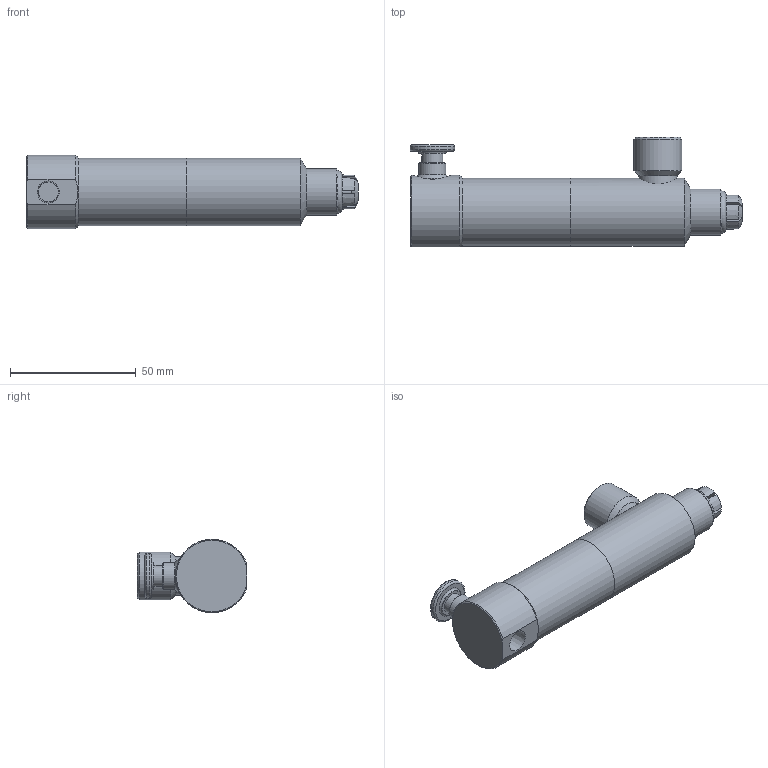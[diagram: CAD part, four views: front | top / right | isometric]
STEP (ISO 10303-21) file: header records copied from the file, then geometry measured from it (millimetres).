
FILE_DESCRIPTION(/* description */ (''),/* implementation_level */ '2;1');
FILE_NAME(/* name */ 'FNVR-042041.stp',/* time_stamp */ '2015-05-20T16:20:37-05:00',/* author */ ('scottg'),/* organization */ ('FasTest,Inc.'),/* preprocessor_version */ 'ST-DEVELOPER v15.2',/* originating_system */ 'Autodesk Inventor 2014',/* authorisation */ '');
FILE_SCHEMA (('AUTOMOTIVE_DESIGN { 1 0 10303 214 3 1 1 }'));
Length unit declared in the file: inch
Products named in the file (1): FNVR-042041
Bounding box: 131.83 x 43.43 x 29.21 mm (x, y, z)
Volume: 67921.5 mm3; surface area: 16587.5 mm2
Topology: 2 solids, 2 shells, 133 faces, 371 edges, 235 vertices
Faces by surface type: plane 64, cone 30, cylinder 27, torus 11, sphere 1
Full cylindrical faces by diameter (mm): 7.95 x1, 8.382 x1, 10.668 x2, 10.719 x1, 13.411 x1, 13.716 x1, 15.189 x1, 17.78 x1, 18.313 x1, 19.05 x1, 24.943 x1, 26.924 x2
Entity records: 4234 total; most frequent: CARTESIAN_POINT 1086, ORIENTED_EDGE 662, DIRECTION 609, EDGE_CURVE 324, AXIS2_PLACEMENT_3D 234, VERTEX_POINT 223, EDGE_LOOP 181, LINE 141
